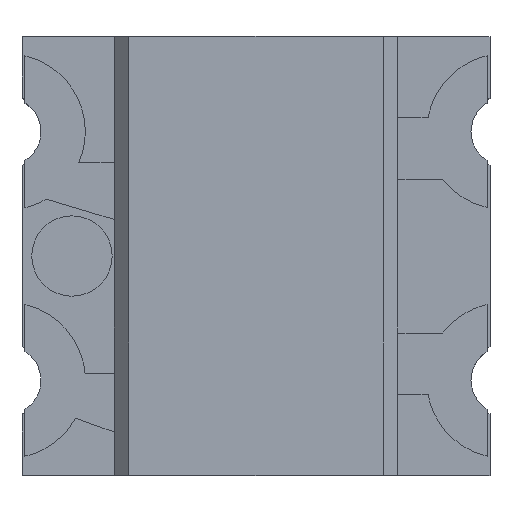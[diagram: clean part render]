
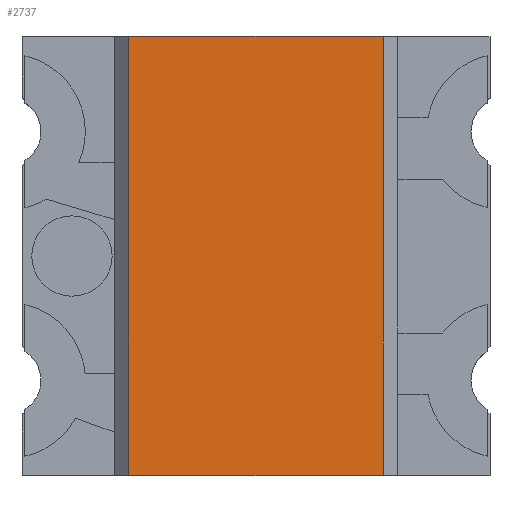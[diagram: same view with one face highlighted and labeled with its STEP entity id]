
A CAD part, top view. The second image highlights one B-rep face of the part: STEP entity #2737.
In plain terms, the highlighted free-form (B-spline) face has degree [1, 1] with [2, 2] control points.
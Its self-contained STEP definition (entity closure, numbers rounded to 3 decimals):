
#632 = EDGE_CURVE('',#633,#635,#637,.T.);
#633 = VERTEX_POINT('',#634);
#634 = CARTESIAN_POINT('',(0.435,0.75,0.59));
#635 = VERTEX_POINT('',#636);
#636 = CARTESIAN_POINT('',(-0.435,0.75,0.59));
#637 = B_SPLINE_CURVE_WITH_KNOTS('',1,(#638,#639),.UNSPECIFIED.,.F.,.F.,
  (2,2),(-0.92,-0.05),.PIECEWISE_BEZIER_KNOTS.);
#638 = CARTESIAN_POINT('',(0.435,0.75,0.59));
#639 = CARTESIAN_POINT('',(-0.435,0.75,0.59));
#2709 = VERTEX_POINT('',#2710);
#2710 = CARTESIAN_POINT('',(0.435,-0.75,0.59));
#2715 = EDGE_CURVE('',#2716,#2709,#2718,.T.);
#2716 = VERTEX_POINT('',#2717);
#2717 = CARTESIAN_POINT('',(-0.435,-0.75,0.59));
#2718 = B_SPLINE_CURVE_WITH_KNOTS('',1,(#2719,#2720),.UNSPECIFIED.,.F.,
  .F.,(2,2),(0.05,0.92),.PIECEWISE_BEZIER_KNOTS.);
#2719 = CARTESIAN_POINT('',(-0.435,-0.75,0.59));
#2720 = CARTESIAN_POINT('',(0.435,-0.75,0.59));
#2737 = ADVANCED_FACE('',(#2738),#2752,.F.);
#2738 = FACE_BOUND('',#2739,.T.);
#2739 = EDGE_LOOP('',(#2740,#2741,#2746,#2747));
#2740 = ORIENTED_EDGE('',*,*,#2715,.T.);
#2741 = ORIENTED_EDGE('',*,*,#2742,.T.);
#2742 = EDGE_CURVE('',#2709,#633,#2743,.T.);
#2743 = B_SPLINE_CURVE_WITH_KNOTS('',1,(#2744,#2745),.UNSPECIFIED.,.F.,
  .F.,(2,2),(-0.75,0.75),.PIECEWISE_BEZIER_KNOTS.);
#2744 = CARTESIAN_POINT('',(0.435,-0.75,0.59));
#2745 = CARTESIAN_POINT('',(0.435,0.75,0.59));
#2746 = ORIENTED_EDGE('',*,*,#632,.T.);
#2747 = ORIENTED_EDGE('',*,*,#2748,.T.);
#2748 = EDGE_CURVE('',#635,#2716,#2749,.T.);
#2749 = B_SPLINE_CURVE_WITH_KNOTS('',1,(#2750,#2751),.UNSPECIFIED.,.F.,
  .F.,(2,2),(-0.75,0.75),.PIECEWISE_BEZIER_KNOTS.);
#2750 = CARTESIAN_POINT('',(-0.435,0.75,0.59));
#2751 = CARTESIAN_POINT('',(-0.435,-0.75,0.59));
#2752 = B_SPLINE_SURFACE_WITH_KNOTS('',1,1,(
    (#2753,#2754)
    ,(#2755,#2756
  )),.UNSPECIFIED.,.F.,.F.,.F.,(2,2),(2,2),(-0.435,0.435),(-0.75,0.75),
  .PIECEWISE_BEZIER_KNOTS.);
#2753 = CARTESIAN_POINT('',(0.435,-0.75,0.59));
#2754 = CARTESIAN_POINT('',(0.435,0.75,0.59));
#2755 = CARTESIAN_POINT('',(-0.435,-0.75,0.59));
#2756 = CARTESIAN_POINT('',(-0.435,0.75,0.59));
